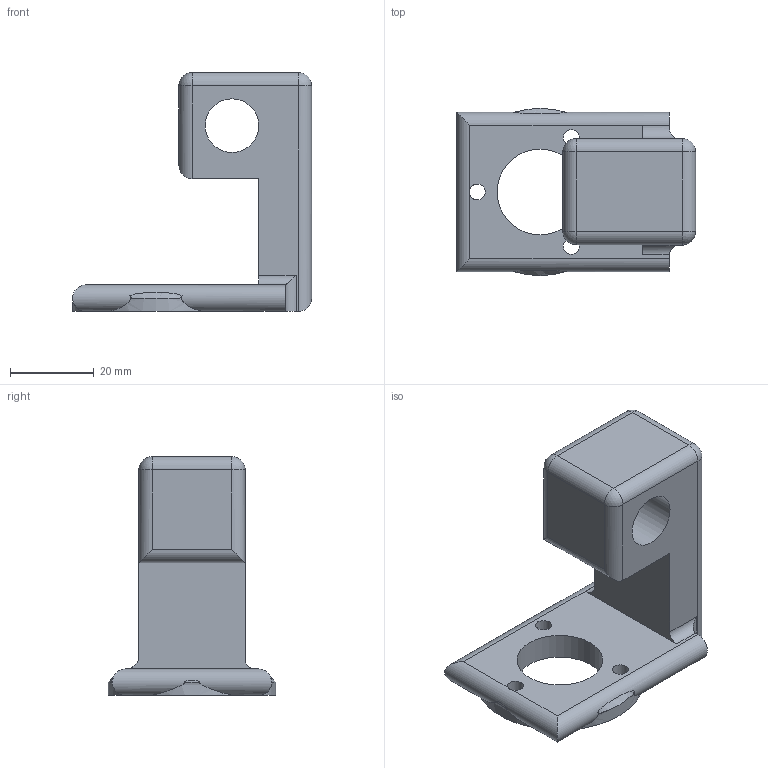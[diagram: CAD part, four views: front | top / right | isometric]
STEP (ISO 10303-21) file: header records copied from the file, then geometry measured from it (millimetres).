
FILE_DESCRIPTION(/* description */ (''),/* implementation_level */ '2;1');
FILE_NAME(/* name */ 'mount v3_no-thread v2.step',/* time_stamp */ '2018-04-20T12:26:42-05:00',/* author */ ('shane-heiney'),/* organization */ (''),/* preprocessor_version */ 'ST-DEVELOPER v16.13',/* originating_system */ 'Autodesk Translation Framework v6.5.0.72',/* authorisation */ '');
FILE_SCHEMA (('AUTOMOTIVE_DESIGN { 1 0 10303 214 3 1 1 }'));
Length unit declared in the file: inch
Products named in the file (1): mount v3_no-thread
Bounding box: 57.22 x 40.01 x 57.15 mm (x, y, z)
Volume: 35086.4 mm3; surface area: 11252.8 mm2
Topology: 1 solids, 1 shells, 44 faces, 132 edges, 88 vertices
Faces by surface type: cylinder 26, plane 11, sphere 4, bspline 3
Full cylindrical faces by diameter (mm): 3.809 x1, 3.835 x2, 4.765 x1, 12.827 x1, 20.498 x1
Entity records: 1960 total; most frequent: CARTESIAN_POINT 725, ORIENTED_EDGE 264, DIRECTION 237, EDGE_CURVE 132, AXIS2_PLACEMENT_3D 90, VERTEX_POINT 88, LINE 57, VECTOR 57
